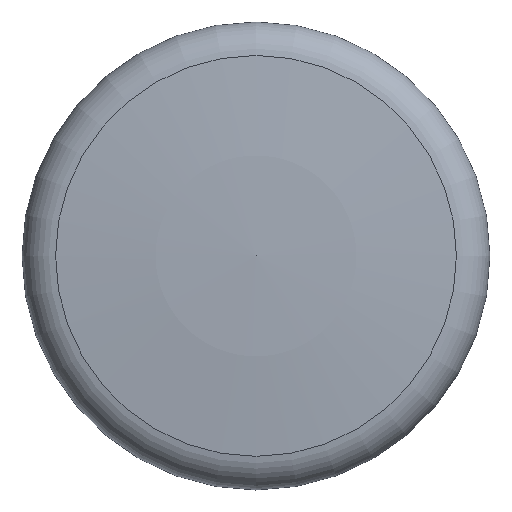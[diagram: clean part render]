
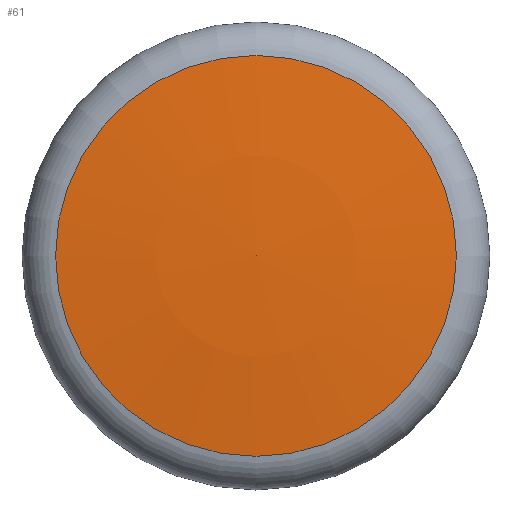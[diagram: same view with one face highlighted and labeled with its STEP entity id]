
A CAD part, top view. The second image highlights one B-rep face of the part: STEP entity #61.
In plain terms, the highlighted spherical face has radius 291.952 mm.
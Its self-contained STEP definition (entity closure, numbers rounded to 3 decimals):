
#61=ADVANCED_FACE('',(#74),#72,.T.);
#72=SPHERICAL_SURFACE('',#148,291.952);
#74=FACE_OUTER_BOUND('',#76,.T.);
#76=EDGE_LOOP('',(#96));
#96=ORIENTED_EDGE('',*,*,#126,.T.);
#116=VERTEX_POINT('',#214);
#126=EDGE_CURVE('',#116,#116,#136,.T.);
#136=CIRCLE('',#147,29.557);
#147=AXIS2_PLACEMENT_3D('',#213,#170,#171);
#148=AXIS2_PLACEMENT_3D('',#215,#172,#173);
#170=DIRECTION('',(0.,0.,1.));
#171=DIRECTION('',(1.,0.,0.));
#172=DIRECTION('',(0.,0.,1.));
#173=DIRECTION('',(0.,-1.,0.));
#213=CARTESIAN_POINT('',(0.,0.,11.));
#214=CARTESIAN_POINT('',(29.557,0.,11.));
#215=CARTESIAN_POINT('',(0.,0.,-279.452));
